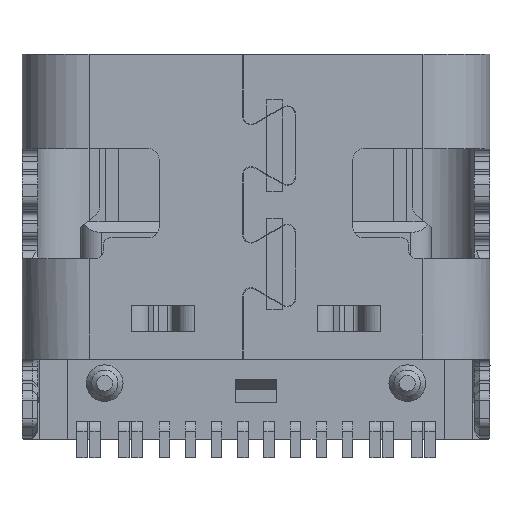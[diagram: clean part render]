
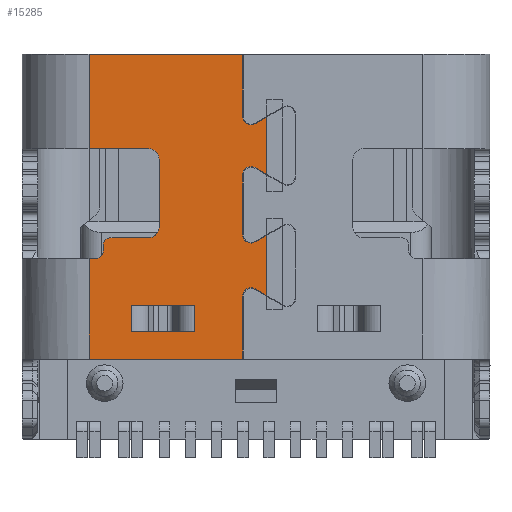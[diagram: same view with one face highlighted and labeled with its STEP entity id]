
A CAD part, front view. The second image highlights one B-rep face of the part: STEP entity #15285.
In plain terms, the highlighted planar face has unit normal (0, -1, 0).
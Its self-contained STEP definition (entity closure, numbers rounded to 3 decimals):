
#289=PLANE('',#18783);
#788=CIRCLE('',#18459,0.16);
#919=CIRCLE('',#18776,0.16);
#922=CIRCLE('',#18784,0.15);
#923=CIRCLE('',#18785,0.16);
#924=CIRCLE('',#18786,0.16);
#925=CIRCLE('',#18787,0.2);
#926=CIRCLE('',#18788,0.2);
#927=CIRCLE('',#18789,0.15);
#2042=ORIENTED_EDGE('',*,*,#5760,.F.);
#2043=ORIENTED_EDGE('',*,*,#6489,.F.);
#2044=ORIENTED_EDGE('',*,*,#6490,.F.);
#2045=ORIENTED_EDGE('',*,*,#6361,.F.);
#2046=ORIENTED_EDGE('',*,*,#6491,.F.);
#2047=ORIENTED_EDGE('',*,*,#6297,.F.);
#2048=ORIENTED_EDGE('',*,*,#6048,.F.);
#2049=ORIENTED_EDGE('',*,*,#6492,.F.);
#2050=ORIENTED_EDGE('',*,*,#5869,.F.);
#2051=ORIENTED_EDGE('',*,*,#6493,.F.);
#2052=ORIENTED_EDGE('',*,*,#6494,.F.);
#2053=ORIENTED_EDGE('',*,*,#6495,.F.);
#2054=ORIENTED_EDGE('',*,*,#6137,.F.);
#2055=ORIENTED_EDGE('',*,*,#6496,.F.);
#2056=ORIENTED_EDGE('',*,*,#6480,.F.);
#2057=ORIENTED_EDGE('',*,*,#6476,.F.);
#2058=ORIENTED_EDGE('',*,*,#6243,.F.);
#2059=ORIENTED_EDGE('',*,*,#5790,.F.);
#2060=ORIENTED_EDGE('',*,*,#6497,.F.);
#2061=ORIENTED_EDGE('',*,*,#5728,.F.);
#2062=ORIENTED_EDGE('',*,*,#6498,.F.);
#2063=ORIENTED_EDGE('',*,*,#6499,.F.);
#2064=ORIENTED_EDGE('',*,*,#6500,.T.);
#2065=ORIENTED_EDGE('',*,*,#6238,.F.);
#2066=ORIENTED_EDGE('',*,*,#6501,.T.);
#2067=ORIENTED_EDGE('',*,*,#6502,.F.);
#2068=ORIENTED_EDGE('',*,*,#6503,.T.);
#2069=ORIENTED_EDGE('',*,*,#6504,.F.);
#2070=ORIENTED_EDGE('',*,*,#6505,.F.);
#2071=ORIENTED_EDGE('',*,*,#6506,.F.);
#5728=EDGE_CURVE('',#8024,#8022,#788,.T.);
#5760=EDGE_CURVE('',#8056,#8053,#9518,.T.);
#5790=EDGE_CURVE('',#8085,#8086,#9539,.T.);
#5869=EDGE_CURVE('',#8160,#8156,#9606,.T.);
#6048=EDGE_CURVE('',#8324,#8320,#9744,.T.);
#6137=EDGE_CURVE('',#8397,#8398,#9811,.T.);
#6238=EDGE_CURVE('',#8471,#8472,#9889,.T.);
#6243=EDGE_CURVE('',#8086,#8475,#9893,.T.);
#6297=EDGE_CURVE('',#8320,#8513,#9941,.T.);
#6361=EDGE_CURVE('',#8053,#8563,#9997,.T.);
#6476=EDGE_CURVE('',#8475,#8643,#919,.T.);
#6480=EDGE_CURVE('',#8643,#8645,#10080,.T.);
#6489=EDGE_CURVE('',#8649,#8056,#10086,.T.);
#6490=EDGE_CURVE('',#8563,#8649,#10087,.T.);
#6491=EDGE_CURVE('',#8513,#8650,#922,.T.);
#6492=EDGE_CURVE('',#8156,#8324,#10088,.T.);
#6493=EDGE_CURVE('',#8651,#8160,#923,.T.);
#6494=EDGE_CURVE('',#8652,#8651,#10089,.T.);
#6495=EDGE_CURVE('',#8398,#8652,#10090,.T.);
#6496=EDGE_CURVE('',#8645,#8397,#924,.T.);
#6497=EDGE_CURVE('',#8022,#8085,#10091,.T.);
#6498=EDGE_CURVE('',#8653,#8024,#10092,.T.);
#6499=EDGE_CURVE('',#8654,#8653,#10093,.T.);
#6500=EDGE_CURVE('',#8654,#8472,#10094,.T.);
#6501=EDGE_CURVE('',#8471,#8655,#925,.T.);
#6502=EDGE_CURVE('',#8656,#8655,#10095,.T.);
#6503=EDGE_CURVE('',#8656,#8657,#926,.T.);
#6504=EDGE_CURVE('',#8658,#8657,#10096,.T.);
#6505=EDGE_CURVE('',#8659,#8658,#927,.T.);
#6506=EDGE_CURVE('',#8650,#8659,#10097,.T.);
#8022=VERTEX_POINT('',#23913);
#8024=VERTEX_POINT('',#23917);
#8053=VERTEX_POINT('',#23983);
#8056=VERTEX_POINT('',#23988);
#8085=VERTEX_POINT('',#24058);
#8086=VERTEX_POINT('',#24060);
#8156=VERTEX_POINT('',#24243);
#8160=VERTEX_POINT('',#24250);
#8320=VERTEX_POINT('',#24644);
#8324=VERTEX_POINT('',#24654);
#8397=VERTEX_POINT('',#24853);
#8398=VERTEX_POINT('',#24855);
#8471=VERTEX_POINT('',#25118);
#8472=VERTEX_POINT('',#25120);
#8475=VERTEX_POINT('',#25129);
#8513=VERTEX_POINT('',#25238);
#8563=VERTEX_POINT('',#25368);
#8643=VERTEX_POINT('',#25611);
#8645=VERTEX_POINT('',#25619);
#8649=VERTEX_POINT('',#25638);
#8650=VERTEX_POINT('',#25641);
#8651=VERTEX_POINT('',#25644);
#8652=VERTEX_POINT('',#25646);
#8653=VERTEX_POINT('',#25651);
#8654=VERTEX_POINT('',#25653);
#8655=VERTEX_POINT('',#25656);
#8656=VERTEX_POINT('',#25658);
#8657=VERTEX_POINT('',#25660);
#8658=VERTEX_POINT('',#25662);
#8659=VERTEX_POINT('',#25664);
#9518=LINE('',#23989,#11395);
#9539=LINE('',#24059,#11416);
#9606=LINE('',#24251,#11483);
#9744=LINE('',#24655,#11621);
#9811=LINE('',#24854,#11688);
#9889=LINE('',#25119,#11766);
#9893=LINE('',#25128,#11770);
#9941=LINE('',#25237,#11818);
#9997=LINE('',#25367,#11874);
#10080=LINE('',#25618,#11957);
#10086=LINE('',#25637,#11963);
#10087=LINE('',#25639,#11964);
#10088=LINE('',#25642,#11965);
#10089=LINE('',#25645,#11966);
#10090=LINE('',#25647,#11967);
#10091=LINE('',#25649,#11968);
#10092=LINE('',#25650,#11969);
#10093=LINE('',#25652,#11970);
#10094=LINE('',#25654,#11971);
#10095=LINE('',#25657,#11972);
#10096=LINE('',#25661,#11973);
#10097=LINE('',#25665,#11974);
#11395=VECTOR('',#19716,1000.);
#11416=VECTOR('',#19769,1000.);
#11483=VECTOR('',#19892,1000.);
#11621=VECTOR('',#20166,1000.);
#11688=VECTOR('',#20319,1000.);
#11766=VECTOR('',#20473,1000.);
#11770=VECTOR('',#20481,1000.);
#11818=VECTOR('',#20567,1000.);
#11874=VECTOR('',#20671,1000.);
#11957=VECTOR('',#20894,1000.);
#11963=VECTOR('',#20910,1000.);
#11964=VECTOR('',#20911,1000.);
#11965=VECTOR('',#20914,1000.);
#11966=VECTOR('',#20917,1000.);
#11967=VECTOR('',#20918,1000.);
#11968=VECTOR('',#20921,1000.);
#11969=VECTOR('',#20922,1000.);
#11970=VECTOR('',#20923,1000.);
#11971=VECTOR('',#20924,1000.);
#11972=VECTOR('',#20927,1000.);
#11973=VECTOR('',#20930,1000.);
#11974=VECTOR('',#20933,1000.);
#13430=EDGE_LOOP('',(#2042,#2043,#2044,#2045));
#13431=EDGE_LOOP('',(#2046,#2047,#2048,#2049,#2050,#2051,#2052,#2053,#2054,
#2055,#2056,#2057,#2058,#2059,#2060,#2061,#2062,#2063,#2064,#2065,#2066,
#2067,#2068,#2069,#2070,#2071));
#14280=FACE_BOUND('',#13430,.T.);
#14281=FACE_BOUND('',#13431,.T.);
#15285=ADVANCED_FACE('',(#14280,#14281),#289,.F.);
#18459=AXIS2_PLACEMENT_3D('',#23918,#19665,#19666);
#18776=AXIS2_PLACEMENT_3D('',#25610,#20885,#20886);
#18783=AXIS2_PLACEMENT_3D('',#25636,#20908,#20909);
#18784=AXIS2_PLACEMENT_3D('',#25640,#20912,#20913);
#18785=AXIS2_PLACEMENT_3D('',#25643,#20915,#20916);
#18786=AXIS2_PLACEMENT_3D('',#25648,#20919,#20920);
#18787=AXIS2_PLACEMENT_3D('',#25655,#20925,#20926);
#18788=AXIS2_PLACEMENT_3D('',#25659,#20928,#20929);
#18789=AXIS2_PLACEMENT_3D('',#25663,#20931,#20932);
#19665=DIRECTION('',(0.,-1.,0.));
#19666=DIRECTION('',(0.,0.,1.));
#19716=DIRECTION('',(0.,0.,-1.));
#19769=DIRECTION('',(0.,0.,-1.));
#19892=DIRECTION('',(0.,0.,-1.));
#20166=DIRECTION('',(0.,0.,1.));
#20319=DIRECTION('',(0.866,0.,0.5));
#20473=DIRECTION('',(-1.,0.,0.));
#20481=DIRECTION('',(-0.866,0.,0.5));
#20567=DIRECTION('',(1.,0.,0.));
#20671=DIRECTION('',(1.,0.,0.));
#20885=DIRECTION('',(0.,-1.,0.));
#20886=DIRECTION('',(0.,0.,1.));
#20894=DIRECTION('',(0.,0.,-1.));
#20908=DIRECTION('',(0.,1.,0.));
#20909=DIRECTION('',(1.,0.,0.));
#20910=DIRECTION('',(-1.,0.,0.));
#20911=DIRECTION('',(0.,0.,1.));
#20912=DIRECTION('',(0.,-1.,0.));
#20913=DIRECTION('',(0.,0.,1.));
#20914=DIRECTION('',(-1.,0.,0.));
#20915=DIRECTION('',(0.,-1.,0.));
#20916=DIRECTION('',(0.,0.,1.));
#20917=DIRECTION('',(-0.866,0.,0.5));
#20918=DIRECTION('',(0.,0.,-1.));
#20919=DIRECTION('',(0.,-1.,0.));
#20920=DIRECTION('',(0.,0.,1.));
#20921=DIRECTION('',(0.866,0.,0.5));
#20922=DIRECTION('',(0.,0.,-1.));
#20923=DIRECTION('',(1.,0.,0.));
#20924=DIRECTION('',(0.,0.,-1.));
#20925=DIRECTION('',(0.,1.,0.));
#20926=DIRECTION('',(0.,0.,1.));
#20927=DIRECTION('',(0.,0.,1.));
#20928=DIRECTION('',(0.,1.,0.));
#20929=DIRECTION('',(0.,0.,1.));
#20930=DIRECTION('',(1.,0.,0.));
#20931=DIRECTION('',(0.,1.,0.));
#20932=DIRECTION('',(0.,0.,1.));
#20933=DIRECTION('',(0.,0.,1.));
#23913=CARTESIAN_POINT('',(4.455,1.,-1.322));
#23917=CARTESIAN_POINT('',(4.215,1.,-1.183));
#23918=CARTESIAN_POINT('',(4.375,1.,-1.183));
#23983=CARTESIAN_POINT('',(2.089,1.,-5.3));
#23988=CARTESIAN_POINT('',(2.089,1.,-4.8));
#23989=CARTESIAN_POINT('',(2.089,1.,-5.3));
#24058=CARTESIAN_POINT('',(4.675,1.,-1.195));
#24059=CARTESIAN_POINT('',(4.675,1.,-3.127));
#24060=CARTESIAN_POINT('',(4.675,1.,-2.289));
#24243=CARTESIAN_POINT('',(4.215,1.,-5.82));
#24250=CARTESIAN_POINT('',(4.215,1.,-4.618));
#24251=CARTESIAN_POINT('',(4.215,1.,-1.183));
#24644=CARTESIAN_POINT('',(1.28,1.,-3.9));
#24654=CARTESIAN_POINT('',(1.28,1.,-5.82));
#24655=CARTESIAN_POINT('',(1.28,1.,0.));
#24853=CARTESIAN_POINT('',(4.455,1.,-3.582));
#24854=CARTESIAN_POINT('',(4.99,1.,-3.273));
#24855=CARTESIAN_POINT('',(4.675,1.,-3.455));
#25118=CARTESIAN_POINT('',(2.42,1.,-1.8));
#25119=CARTESIAN_POINT('',(8.94,1.,-1.8));
#25120=CARTESIAN_POINT('',(1.28,1.,-1.8));
#25128=CARTESIAN_POINT('',(4.99,1.,-2.471));
#25129=CARTESIAN_POINT('',(4.455,1.,-2.162));
#25237=CARTESIAN_POINT('',(7.54,1.,-3.9));
#25238=CARTESIAN_POINT('',(1.4,1.,-3.9));
#25367=CARTESIAN_POINT('',(5.63,1.,-5.3));
#25368=CARTESIAN_POINT('',(3.304,1.,-5.3));
#25610=CARTESIAN_POINT('',(4.375,1.,-2.301));
#25611=CARTESIAN_POINT('',(4.215,1.,-2.301));
#25618=CARTESIAN_POINT('',(4.215,1.,-1.183));
#25619=CARTESIAN_POINT('',(4.215,1.,-3.443));
#25636=CARTESIAN_POINT('',(5.215,1.,-2.5));
#25637=CARTESIAN_POINT('',(5.63,1.,-4.8));
#25638=CARTESIAN_POINT('',(3.304,1.,-4.8));
#25639=CARTESIAN_POINT('',(3.304,1.,-5.3));
#25640=CARTESIAN_POINT('',(1.4,1.,-3.75));
#25641=CARTESIAN_POINT('',(1.55,1.,-3.75));
#25642=CARTESIAN_POINT('',(4.215,1.,-5.82));
#25643=CARTESIAN_POINT('',(4.375,1.,-4.618));
#25644=CARTESIAN_POINT('',(4.455,1.,-4.48));
#25645=CARTESIAN_POINT('',(4.99,1.,-4.789));
#25646=CARTESIAN_POINT('',(4.675,1.,-4.607));
#25647=CARTESIAN_POINT('',(4.675,1.,-3.127));
#25648=CARTESIAN_POINT('',(4.375,1.,-3.443));
#25649=CARTESIAN_POINT('',(4.99,1.,-1.013));
#25650=CARTESIAN_POINT('',(4.215,1.,-1.183));
#25651=CARTESIAN_POINT('',(4.215,1.,0.));
#25652=CARTESIAN_POINT('',(-0.089,1.,0.));
#25653=CARTESIAN_POINT('',(1.28,1.,0.));
#25654=CARTESIAN_POINT('',(1.28,1.,0.));
#25655=CARTESIAN_POINT('',(2.42,1.,-2.));
#25656=CARTESIAN_POINT('',(2.62,1.,-2.));
#25657=CARTESIAN_POINT('',(2.62,1.,-6.575));
#25658=CARTESIAN_POINT('',(2.62,1.,-3.3));
#25659=CARTESIAN_POINT('',(2.42,1.,-3.3));
#25660=CARTESIAN_POINT('',(2.42,1.,-3.5));
#25661=CARTESIAN_POINT('',(2.42,1.,-3.5));
#25662=CARTESIAN_POINT('',(1.7,1.,-3.5));
#25663=CARTESIAN_POINT('',(1.7,1.,-3.65));
#25664=CARTESIAN_POINT('',(1.55,1.,-3.65));
#25665=CARTESIAN_POINT('',(1.55,1.,-3.65));
